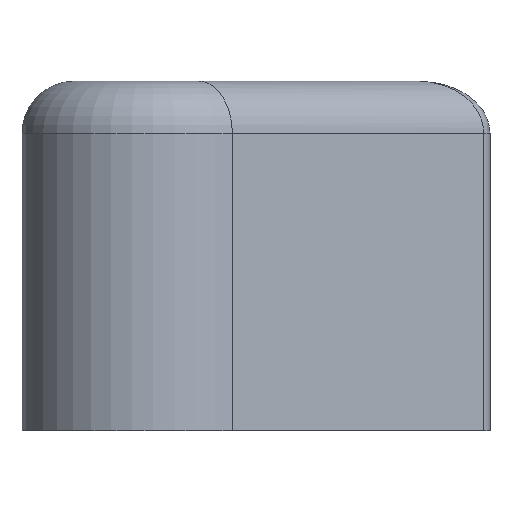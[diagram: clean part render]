
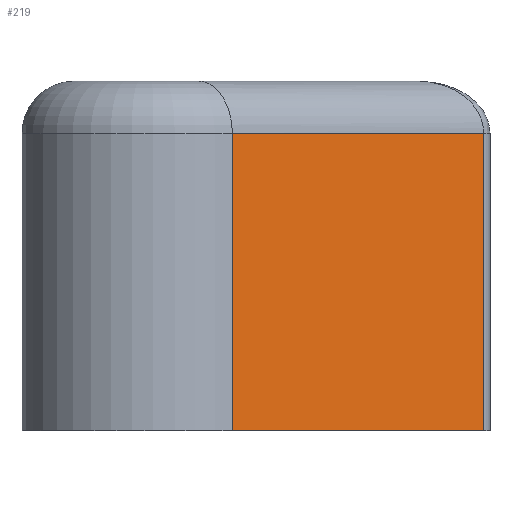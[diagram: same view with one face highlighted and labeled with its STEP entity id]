
A CAD part, left-side view. The second image highlights one B-rep face of the part: STEP entity #219.
In plain terms, the highlighted planar face has unit normal (-0.765, -0.644, 0).
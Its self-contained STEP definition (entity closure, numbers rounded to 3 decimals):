
#42=ORIENTED_EDGE('',*,*,#104,.T.);
#43=ORIENTED_EDGE('',*,*,#105,.T.);
#44=ORIENTED_EDGE('',*,*,#106,.T.);
#45=ORIENTED_EDGE('',*,*,#107,.F.);
#104=EDGE_CURVE('',#135,#136,#154,.F.);
#105=EDGE_CURVE('',#136,#137,#155,.T.);
#106=EDGE_CURVE('',#137,#138,#156,.T.);
#107=EDGE_CURVE('',#135,#138,#157,.T.);
#135=VERTEX_POINT('',#367);
#136=VERTEX_POINT('',#368);
#137=VERTEX_POINT('',#370);
#138=VERTEX_POINT('',#372);
#154=LINE('',#366,#166);
#155=LINE('',#369,#167);
#156=LINE('',#371,#168);
#157=LINE('',#373,#169);
#166=VECTOR('',#286,1000.);
#167=VECTOR('',#287,1000.);
#168=VECTOR('',#288,1000.);
#169=VECTOR('',#289,1000.);
#178=EDGE_LOOP('',(#42,#43,#44,#45));
#196=FACE_BOUND('',#178,.T.);
#214=PLANE('',#248);
#219=ADVANCED_FACE('',(#196),#214,.T.);
#248=AXIS2_PLACEMENT_3D('',#365,#284,#285);
#284=DIRECTION('',(-0.765,-0.644,0.));
#285=DIRECTION('',(0.644,-0.765,0.));
#286=DIRECTION('',(0.,0.,-1.));
#287=DIRECTION('',(-0.644,0.765,0.));
#288=DIRECTION('',(0.,0.,-1.));
#289=DIRECTION('',(-0.644,0.765,0.));
#365=CARTESIAN_POINT('',(-6.442,-6.03,20.));
#366=CARTESIAN_POINT('',(-0.765,-12.771,20.));
#367=CARTESIAN_POINT('',(-0.765,-12.771,0.));
#368=CARTESIAN_POINT('',(-0.765,-12.771,17.));
#369=CARTESIAN_POINT('',(-6.442,-6.03,17.));
#370=CARTESIAN_POINT('',(-12.884,1.618,17.));
#371=CARTESIAN_POINT('',(-12.884,1.618,20.));
#372=CARTESIAN_POINT('',(-12.884,1.618,0.));
#373=CARTESIAN_POINT('',(-6.442,-6.03,0.));
